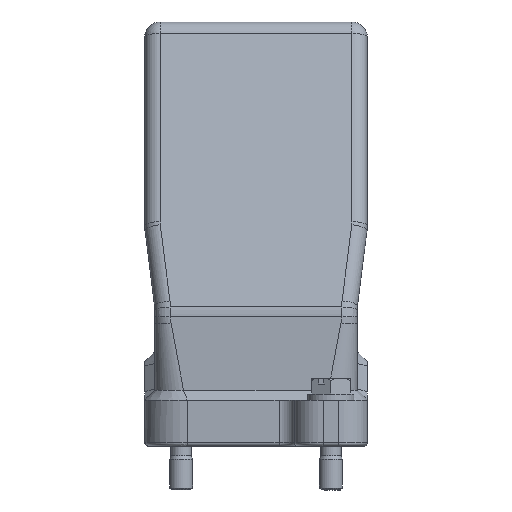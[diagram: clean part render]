
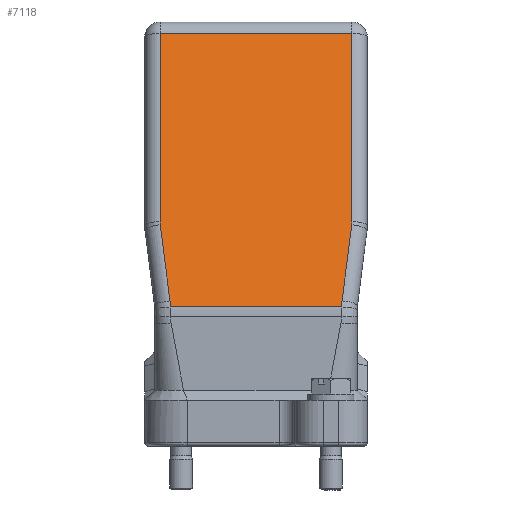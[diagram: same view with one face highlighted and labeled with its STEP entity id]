
A CAD part, left-side view. The second image highlights one B-rep face of the part: STEP entity #7118.
In plain terms, the highlighted planar face has unit normal (-0.966, 0, 0.259).
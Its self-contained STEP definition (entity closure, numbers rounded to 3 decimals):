
#6558=B_SPLINE_CURVE_WITH_KNOTS('',3,(#28522,#28523,#28524,#28525),
 .UNSPECIFIED.,.F.,.F.,(4,4),(0.,1.),.UNSPECIFIED.);
#6569=B_SPLINE_CURVE_WITH_KNOTS('',3,(#29249,#29250,#29251,#29252),
 .UNSPECIFIED.,.F.,.F.,(4,4),(0.,1.),.UNSPECIFIED.);
#7118=ADVANCED_FACE('',(#8307),#7865,.T.);
#7865=PLANE('',#21304);
#8307=FACE_OUTER_BOUND('',#9128,.T.);
#9128=EDGE_LOOP('',(#13576,#13577,#13578,#13579,#13580,#13581,#13582,#13583,
#13584,#13585));
#10269=LINE('',#27647,#11414);
#10357=LINE('',#28440,#11502);
#10359=LINE('',#28446,#11504);
#10360=LINE('',#28468,#11505);
#10361=LINE('',#28489,#11506);
#10363=LINE('',#28511,#11508);
#10441=LINE('',#29241,#11586);
#10442=LINE('',#29247,#11587);
#11414=VECTOR('',#22422,1.);
#11502=VECTOR('',#22728,1.);
#11504=VECTOR('',#22734,1.);
#11505=VECTOR('',#22743,1.);
#11506=VECTOR('',#22750,1.);
#11508=VECTOR('',#22754,1.);
#11586=VECTOR('',#23070,1.);
#11587=VECTOR('',#23079,1.);
#13576=ORIENTED_EDGE('',*,*,#19145,.T.);
#13577=ORIENTED_EDGE('',*,*,#18805,.T.);
#13578=ORIENTED_EDGE('',*,*,#19149,.T.);
#13579=ORIENTED_EDGE('',*,*,#18973,.T.);
#13580=ORIENTED_EDGE('',*,*,#18976,.T.);
#13581=ORIENTED_EDGE('',*,*,#18980,.F.);
#13582=ORIENTED_EDGE('',*,*,#18983,.F.);
#13583=ORIENTED_EDGE('',*,*,#18986,.F.);
#13584=ORIENTED_EDGE('',*,*,#18990,.T.);
#13585=ORIENTED_EDGE('',*,*,#19148,.T.);
#17317=VERTEX_POINT('',#27640);
#17319=VERTEX_POINT('',#27646);
#17427=VERTEX_POINT('',#28409);
#17428=VERTEX_POINT('',#28439);
#17430=VERTEX_POINT('',#28445);
#17431=VERTEX_POINT('',#28467);
#17433=VERTEX_POINT('',#28490);
#17434=VERTEX_POINT('',#28512);
#17436=VERTEX_POINT('',#28521);
#17527=VERTEX_POINT('',#29242);
#18805=EDGE_CURVE('',#17317,#17319,#10269,.T.);
#18973=EDGE_CURVE('',#17427,#17428,#10357,.T.);
#18976=EDGE_CURVE('',#17428,#17430,#10359,.T.);
#18980=EDGE_CURVE('',#17431,#17430,#10360,.T.);
#18983=EDGE_CURVE('',#17433,#17431,#10361,.T.);
#18986=EDGE_CURVE('',#17434,#17433,#10363,.T.);
#18990=EDGE_CURVE('',#17434,#17436,#6558,.T.);
#19145=EDGE_CURVE('',#17527,#17317,#10441,.T.);
#19148=EDGE_CURVE('',#17436,#17527,#10442,.T.);
#19149=EDGE_CURVE('',#17319,#17427,#6569,.T.);
#21304=AXIS2_PLACEMENT_3D('',#29253,#23082,#23083);
#22422=DIRECTION('',(-0.259,0.,-0.966));
#22728=DIRECTION('',(-0.257,-0.123,-0.959));
#22734=DIRECTION('',(-0.259,0.,-0.966));
#22743=DIRECTION('',(0.,1.,0.));
#22750=DIRECTION('',(-0.259,0.,-0.966));
#22754=DIRECTION('',(-0.257,0.123,-0.959));
#23070=DIRECTION('',(0.,1.,0.));
#23079=DIRECTION('',(0.259,0.,0.966));
#23082=DIRECTION('',(-0.966,0.,0.259));
#23083=DIRECTION('',(-0.259,0.,-0.966));
#27640=CARTESIAN_POINT('',(-42.064,25.,107.535));
#27646=CARTESIAN_POINT('',(-55.21,25.,58.473));
#27647=CARTESIAN_POINT('',(-42.064,25.,107.535));
#28409=CARTESIAN_POINT('',(-55.415,24.951,57.711));
#28439=CARTESIAN_POINT('',(-60.752,22.4,37.79));
#28440=CARTESIAN_POINT('',(-55.415,24.951,57.711));
#28445=CARTESIAN_POINT('',(-61.159,22.4,36.272));
#28446=CARTESIAN_POINT('',(-60.752,22.4,37.79));
#28467=CARTESIAN_POINT('',(-61.159,-22.4,36.272));
#28468=CARTESIAN_POINT('',(-61.159,-22.4,36.272));
#28489=CARTESIAN_POINT('',(-60.752,-22.4,37.79));
#28490=CARTESIAN_POINT('',(-60.752,-22.4,37.79));
#28511=CARTESIAN_POINT('',(-55.415,-24.951,57.711));
#28512=CARTESIAN_POINT('',(-55.415,-24.951,57.711));
#28521=CARTESIAN_POINT('',(-55.21,-25.,58.473));
#28522=CARTESIAN_POINT('',(-55.415,-24.951,57.711));
#28523=CARTESIAN_POINT('',(-55.347,-24.984,57.964));
#28524=CARTESIAN_POINT('',(-55.279,-25.,58.218));
#28525=CARTESIAN_POINT('',(-55.21,-25.,58.473));
#29241=CARTESIAN_POINT('',(-42.064,-25.,107.535));
#29242=CARTESIAN_POINT('',(-42.064,-25.,107.535));
#29247=CARTESIAN_POINT('',(-55.21,-25.,58.473));
#29249=CARTESIAN_POINT('',(-55.21,25.,58.473));
#29250=CARTESIAN_POINT('',(-55.279,25.,58.218));
#29251=CARTESIAN_POINT('',(-55.347,24.984,57.964));
#29252=CARTESIAN_POINT('',(-55.415,24.951,57.711));
#29253=CARTESIAN_POINT('',(-40.232,27.6,114.372));
